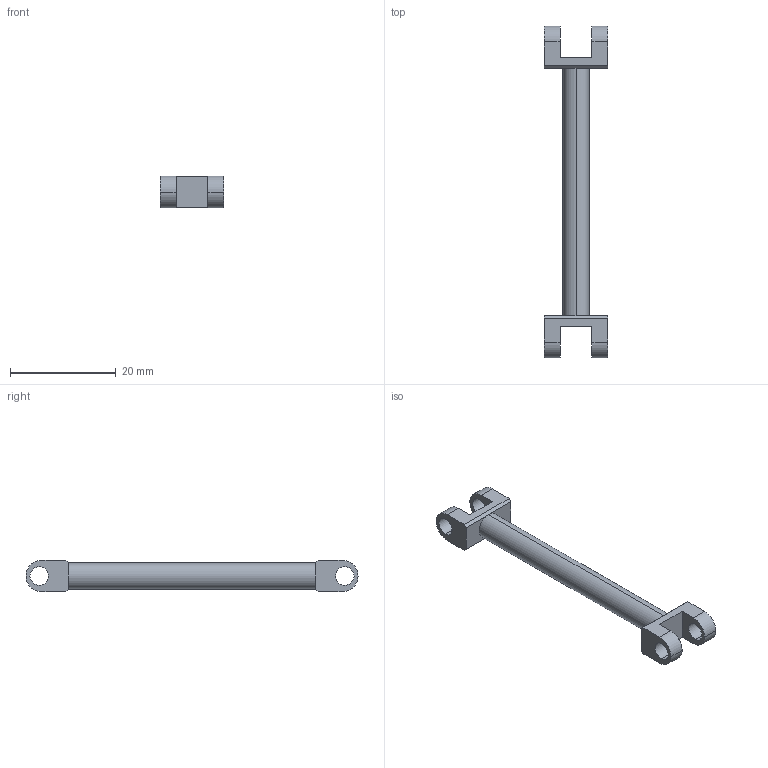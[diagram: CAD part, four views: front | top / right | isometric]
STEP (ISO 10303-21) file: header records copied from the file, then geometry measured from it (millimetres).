
FILE_DESCRIPTION (( 'STEP AP214' ), '1' );
FILE_NAME ('Skeleton-Wrist Linkage.STEP', '2023-04-30T10:20:54', ( '' ), ( '' ), 'SwSTEP 2.0', 'SolidWorks 2019', '' );
FILE_SCHEMA (( 'AUTOMOTIVE_DESIGN' ));
Length unit declared in the file: millimetre
Products named in the file (1): Skeleton-Wrist Linkage
Bounding box: 12 x 62.75 x 6 mm (x, y, z)
Volume: 1470.1 mm3; surface area: 1537.2 mm2
Topology: 1 solids, 1 shells, 40 faces, 106 edges, 68 vertices
Faces by surface type: plane 22, cylinder 18
Entity records: 1292 total; most frequent: DIRECTION 224, CARTESIAN_POINT 215, ORIENTED_EDGE 212, EDGE_CURVE 106, AXIS2_PLACEMENT_3D 77, VECTOR 70, LINE 70, VERTEX_POINT 68
